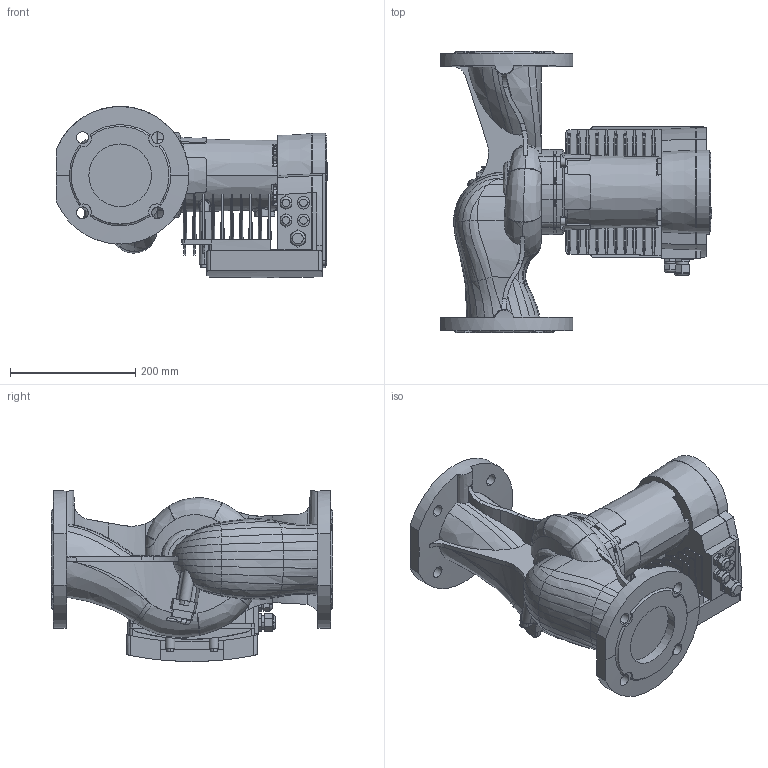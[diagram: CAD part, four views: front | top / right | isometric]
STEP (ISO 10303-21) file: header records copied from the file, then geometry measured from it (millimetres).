
FILE_DESCRIPTION (( 'STEP AP214' ), '1' );
FILE_NAME ('ModulA 100-12 450 RED PN6.STEP', '2014-07-15T11:19:09', ( '' ), ( '' ), 'SwSTEP 2.0', 'SolidWorks 2011', '' );
FILE_SCHEMA (( 'AUTOMOTIVE_DESIGN' ));
Length unit declared in the file: millimetre
Products named in the file (1): ModulA 100-12 450 RED PN6
Bounding box: 433.85 x 450 x 273.5 mm (x, y, z)
Volume: 13781997.7 mm3; surface area: 1156939 mm2
Topology: 12 solids, 12 shells, 1510 faces, 4036 edges, 2598 vertices
Faces by surface type: plane 523, bspline 478, cylinder 336, cone 131, torus 38, sphere 4
Entity records: 111854 total; most frequent: CARTESIAN_POINT 61978, ORIENTED_EDGE 8028, DIRECTION 5148, EDGE_CURVE 4014, VERTEX_POINT 2598, AXIS2_PLACEMENT_3D 1810, EDGE_LOOP 1604, B_SPLINE_CURVE_WITH_KNOTS 1534
